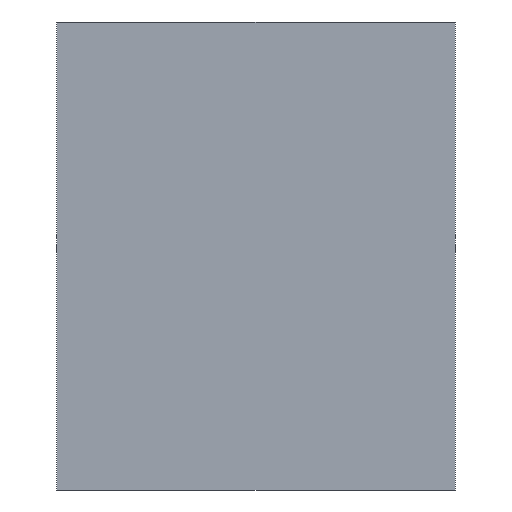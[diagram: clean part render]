
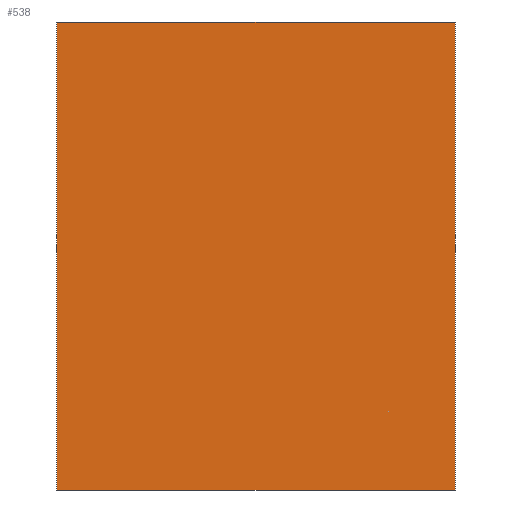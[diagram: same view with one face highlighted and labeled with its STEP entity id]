
A CAD part, front view. The second image highlights one B-rep face of the part: STEP entity #538.
In plain terms, the highlighted planar face has unit normal (0, -1, 0).
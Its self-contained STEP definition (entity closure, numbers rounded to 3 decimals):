
#30=FACE_OUTER_BOUND('',#62,.T.);
#62=EDGE_LOOP('',(#377,#378,#379,#380));
#95=LINE('',#760,#167);
#98=LINE('',#766,#170);
#101=LINE('',#772,#173);
#104=LINE('',#776,#176);
#167=VECTOR('',#620,10.);
#170=VECTOR('',#625,10.);
#173=VECTOR('',#630,10.);
#176=VECTOR('',#635,10.);
#239=VERTEX_POINT('',#757);
#240=VERTEX_POINT('',#759);
#242=VERTEX_POINT('',#765);
#244=VERTEX_POINT('',#771);
#287=EDGE_CURVE('',#240,#239,#95,.T.);
#290=EDGE_CURVE('',#242,#240,#98,.T.);
#293=EDGE_CURVE('',#244,#242,#101,.T.);
#296=EDGE_CURVE('',#239,#244,#104,.T.);
#377=ORIENTED_EDGE('',*,*,#296,.T.);
#378=ORIENTED_EDGE('',*,*,#293,.T.);
#379=ORIENTED_EDGE('',*,*,#290,.T.);
#380=ORIENTED_EDGE('',*,*,#287,.T.);
#506=PLANE('',#587);
#538=ADVANCED_FACE('',(#30),#506,.T.);
#587=AXIS2_PLACEMENT_3D('',#778,#638,#639);
#620=DIRECTION('',(0.,0.,1.));
#625=DIRECTION('',(1.,0.,0.));
#630=DIRECTION('',(0.,0.,-1.));
#635=DIRECTION('',(-1.,0.,0.));
#638=DIRECTION('center_axis',(0.,-1.,0.));
#639=DIRECTION('ref_axis',(0.,0.,-1.));
#757=CARTESIAN_POINT('',(31.8,-0.98,37.32));
#759=CARTESIAN_POINT('',(31.8,-0.98,0.));
#760=CARTESIAN_POINT('',(31.8,-0.98,0.));
#765=CARTESIAN_POINT('',(0.,-0.98,0.));
#766=CARTESIAN_POINT('',(0.,-0.98,0.));
#771=CARTESIAN_POINT('',(0.,-0.98,37.32));
#772=CARTESIAN_POINT('',(0.,-0.98,37.32));
#776=CARTESIAN_POINT('',(31.8,-0.98,37.32));
#778=CARTESIAN_POINT('Origin',(15.9,-0.98,18.66));
